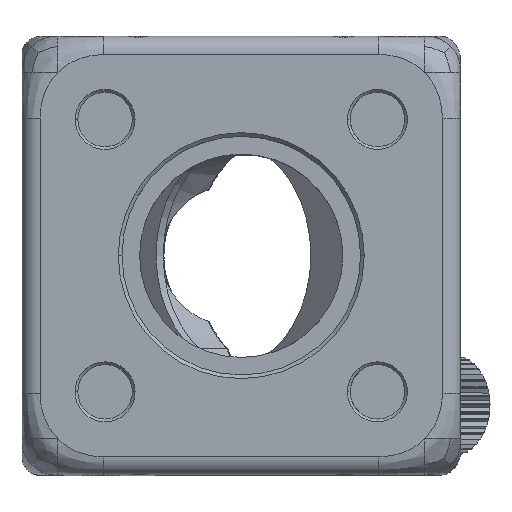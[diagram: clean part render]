
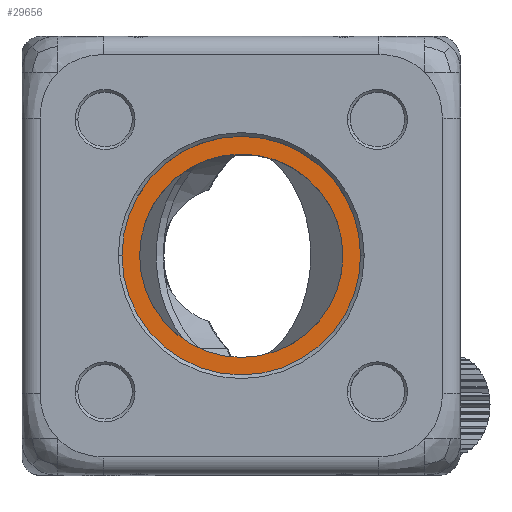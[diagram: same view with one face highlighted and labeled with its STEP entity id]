
A CAD part, top view. The second image highlights one B-rep face of the part: STEP entity #29656.
In plain terms, the highlighted planar face has unit normal (0, 0, 1).
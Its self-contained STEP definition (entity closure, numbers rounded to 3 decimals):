
#1380 = DIRECTION ( 'NONE',  ( 1., 0., 0. ) ) ;
#3611 = DIRECTION ( 'NONE',  ( 0., 0., -1. ) ) ;
#4453 = EDGE_CURVE ( 'NONE', #37358, #6198, #11989, .T. ) ;
#6198 = VERTEX_POINT ( 'NONE', #16706 ) ;
#6357 = EDGE_CURVE ( 'NONE', #6198, #37358, #26777, .T. ) ;
#6621 = DIRECTION ( 'NONE',  ( 1., 0., 0. ) ) ;
#7447 = EDGE_CURVE ( 'NONE', #35014, #16044, #38748, .T. ) ;
#7612 = CARTESIAN_POINT ( 'NONE',  ( -12.216, 4.077, 19.218 ) ) ;
#11016 = CARTESIAN_POINT ( 'NONE',  ( -1.016, 4.077, 19.218 ) ) ;
#11989 = CIRCLE ( 'NONE', #22008, 11.2 ) ;
#14177 = DIRECTION ( 'NONE',  ( 1., 0., 0. ) ) ;
#16044 = VERTEX_POINT ( 'NONE', #19050 ) ;
#16706 = CARTESIAN_POINT ( 'NONE',  ( 10.184, 4.077, 19.218 ) ) ;
#16814 = ORIENTED_EDGE ( 'NONE', *, *, #4453, .T. ) ;
#18236 = EDGE_LOOP ( 'NONE', ( #23438, #16814 ) ) ;
#18748 = AXIS2_PLACEMENT_3D ( 'NONE', #27212, #61047, #42232 ) ;
#19050 = CARTESIAN_POINT ( 'NONE',  ( 12.634, 4.077, 19.218 ) ) ;
#20264 = CIRCLE ( 'NONE', #59289, 13.65 ) ;
#20433 = FACE_BOUND ( 'NONE', #18236, .T. ) ;
#22008 = AXIS2_PLACEMENT_3D ( 'NONE', #26824, #3611, #32138 ) ;
#23438 = ORIENTED_EDGE ( 'NONE', *, *, #6357, .T. ) ;
#25192 = CARTESIAN_POINT ( 'NONE',  ( -1.016, 4.077, 19.218 ) ) ;
#26777 = CIRCLE ( 'NONE', #18748, 11.2 ) ;
#26824 = CARTESIAN_POINT ( 'NONE',  ( -1.016, 4.077, 19.218 ) ) ;
#27212 = CARTESIAN_POINT ( 'NONE',  ( -1.016, 4.077, 19.218 ) ) ;
#27406 = ORIENTED_EDGE ( 'NONE', *, *, #7447, .T. ) ;
#29656 = ADVANCED_FACE ( 'NONE', ( #20433, #44252 ), #54913, .T. ) ;
#32138 = DIRECTION ( 'NONE',  ( 1., 0., 0. ) ) ;
#35014 = VERTEX_POINT ( 'NONE', #45443 ) ;
#36006 = EDGE_CURVE ( 'NONE', #16044, #35014, #20264, .T. ) ;
#37358 = VERTEX_POINT ( 'NONE', #7612 ) ;
#38748 = CIRCLE ( 'NONE', #43893, 13.65 ) ;
#39865 = ORIENTED_EDGE ( 'NONE', *, *, #36006, .T. ) ;
#40770 = DIRECTION ( 'NONE',  ( 0., 0., 1. ) ) ;
#42232 = DIRECTION ( 'NONE',  ( 1., 0., 0. ) ) ;
#43893 = AXIS2_PLACEMENT_3D ( 'NONE', #48014, #52753, #14177 ) ;
#44252 = FACE_OUTER_BOUND ( 'NONE', #58644, .T. ) ;
#44310 = DIRECTION ( 'NONE',  ( 0., 0., 1. ) ) ;
#45443 = CARTESIAN_POINT ( 'NONE',  ( -14.666, 4.077, 19.218 ) ) ;
#47933 = AXIS2_PLACEMENT_3D ( 'NONE', #11016, #40770, #6621 ) ;
#48014 = CARTESIAN_POINT ( 'NONE',  ( -1.016, 4.077, 19.218 ) ) ;
#52753 = DIRECTION ( 'NONE',  ( 0., 0., 1. ) ) ;
#54913 = PLANE ( 'NONE',  #47933 ) ;
#58644 = EDGE_LOOP ( 'NONE', ( #27406, #39865 ) ) ;
#59289 = AXIS2_PLACEMENT_3D ( 'NONE', #25192, #44310, #1380 ) ;
#61047 = DIRECTION ( 'NONE',  ( 0., 0., -1. ) ) ;
